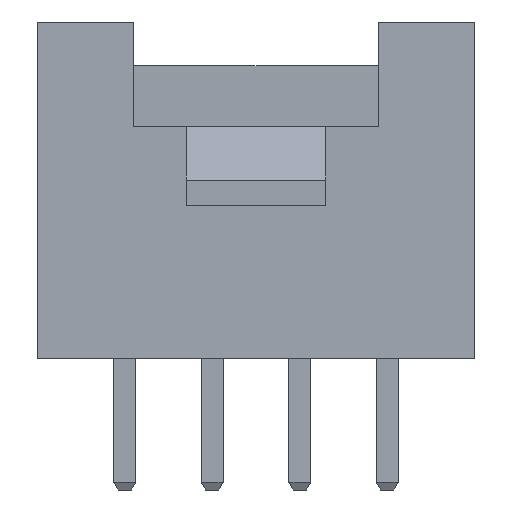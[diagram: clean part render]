
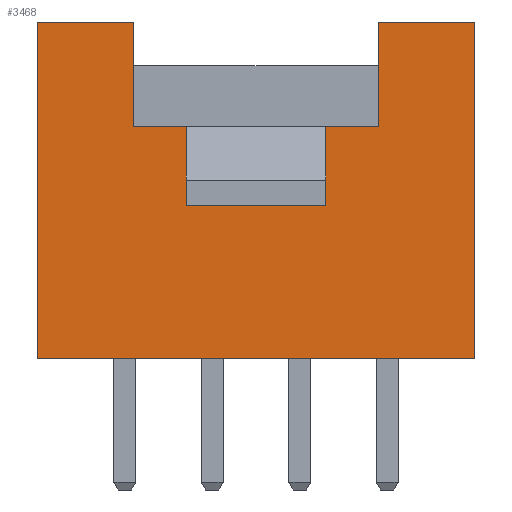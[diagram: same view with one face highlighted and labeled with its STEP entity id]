
A CAD part, front view. The second image highlights one B-rep face of the part: STEP entity #3468.
In plain terms, the highlighted planar face has unit normal (0, -1, 0).
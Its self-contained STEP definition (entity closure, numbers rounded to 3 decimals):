
#13 = DIRECTION ( 'NONE',  ( 0., 0., 1. ) ) ;
#50 = ORIENTED_EDGE ( 'NONE', *, *, #205, .T. ) ;
#67 = CARTESIAN_POINT ( 'NONE',  ( 5., -3.65, 7.7 ) ) ;
#122 = VERTEX_POINT ( 'NONE', #3670 ) ;
#132 = EDGE_CURVE ( 'NONE', #309, #1888, #1010, .T. ) ;
#152 = DIRECTION ( 'NONE',  ( -1., 0., 0. ) ) ;
#173 = DIRECTION ( 'NONE',  ( 0., 0., 1. ) ) ;
#205 = EDGE_CURVE ( 'NONE', #2032, #2652, #3481, .T. ) ;
#281 = DIRECTION ( 'NONE',  ( -1., 0., 0. ) ) ;
#300 = CARTESIAN_POINT ( 'NONE',  ( -2.8, -3.65, 7.7 ) ) ;
#309 = VERTEX_POINT ( 'NONE', #300 ) ;
#344 = EDGE_CURVE ( 'NONE', #356, #3476, #879, .T. ) ;
#345 = CARTESIAN_POINT ( 'NONE',  ( -5., -3.65, 7.7 ) ) ;
#347 = VERTEX_POINT ( 'NONE', #2393 ) ;
#356 = VERTEX_POINT ( 'NONE', #1260 ) ;
#422 = DIRECTION ( 'NONE',  ( 0., 0., -1. ) ) ;
#438 = VECTOR ( 'NONE', #422, 1000. ) ;
#446 = CARTESIAN_POINT ( 'NONE',  ( 0., -3.65, 5.3 ) ) ;
#456 = EDGE_CURVE ( 'NONE', #356, #2652, #2231, .T. ) ;
#468 = DIRECTION ( 'NONE',  ( 0., 0., -1. ) ) ;
#469 = CARTESIAN_POINT ( 'NONE',  ( 2.8, -3.65, 5.3 ) ) ;
#565 = CARTESIAN_POINT ( 'NONE',  ( -5., -3.65, 3.5 ) ) ;
#609 = EDGE_CURVE ( 'NONE', #347, #1888, #981, .T. ) ;
#641 = DIRECTION ( 'NONE',  ( -1., 0., 0. ) ) ;
#659 = CARTESIAN_POINT ( 'NONE',  ( 1.6, -3.65, 3.5 ) ) ;
#666 = ORIENTED_EDGE ( 'NONE', *, *, #132, .T. ) ;
#687 = LINE ( 'NONE', #2855, #438 ) ;
#795 = VECTOR ( 'NONE', #641, 1000. ) ;
#824 = VECTOR ( 'NONE', #152, 1000. ) ;
#879 = LINE ( 'NONE', #900, #1619 ) ;
#900 = CARTESIAN_POINT ( 'NONE',  ( 1.6, -3.65, 0. ) ) ;
#920 = LINE ( 'NONE', #3310, #3637 ) ;
#923 = DIRECTION ( 'NONE',  ( 0., -1., 0. ) ) ;
#948 = VECTOR ( 'NONE', #2818, 1000. ) ;
#981 = LINE ( 'NONE', #3660, #1322 ) ;
#992 = CARTESIAN_POINT ( 'NONE',  ( -5., -3.65, 7.7 ) ) ;
#996 = ORIENTED_EDGE ( 'NONE', *, *, #609, .F. ) ;
#1010 = LINE ( 'NONE', #992, #824 ) ;
#1042 = DIRECTION ( 'NONE',  ( 0., 0., 1. ) ) ;
#1065 = ORIENTED_EDGE ( 'NONE', *, *, #2831, .T. ) ;
#1103 = VECTOR ( 'NONE', #3146, 1000. ) ;
#1107 = VERTEX_POINT ( 'NONE', #1840 ) ;
#1134 = ORIENTED_EDGE ( 'NONE', *, *, #3387, .T. ) ;
#1149 = CARTESIAN_POINT ( 'NONE',  ( -1.6, -3.65, 5.3 ) ) ;
#1260 = CARTESIAN_POINT ( 'NONE',  ( 1.6, -3.65, 5.3 ) ) ;
#1322 = VECTOR ( 'NONE', #1042, 1000. ) ;
#1480 = CARTESIAN_POINT ( 'NONE',  ( 0., -3.65, 5.3 ) ) ;
#1523 = CARTESIAN_POINT ( 'NONE',  ( -5., -3.65, 0. ) ) ;
#1529 = VECTOR ( 'NONE', #13, 1000. ) ;
#1619 = VECTOR ( 'NONE', #3555, 1000. ) ;
#1656 = CARTESIAN_POINT ( 'NONE',  ( -2.8, -3.65, 0. ) ) ;
#1778 = EDGE_CURVE ( 'NONE', #3178, #2374, #687, .T. ) ;
#1818 = EDGE_CURVE ( 'NONE', #122, #309, #3121, .T. ) ;
#1840 = CARTESIAN_POINT ( 'NONE',  ( -1.6, -3.65, 3.5 ) ) ;
#1888 = VERTEX_POINT ( 'NONE', #2910 ) ;
#2032 = VERTEX_POINT ( 'NONE', #2067 ) ;
#2067 = CARTESIAN_POINT ( 'NONE',  ( 2.8, -3.65, 7.7 ) ) ;
#2092 = ORIENTED_EDGE ( 'NONE', *, *, #3110, .T. ) ;
#2231 = LINE ( 'NONE', #446, #948 ) ;
#2244 = CARTESIAN_POINT ( 'NONE',  ( 5., -3.65, 0. ) ) ;
#2265 = ORIENTED_EDGE ( 'NONE', *, *, #456, .F. ) ;
#2374 = VERTEX_POINT ( 'NONE', #2244 ) ;
#2393 = CARTESIAN_POINT ( 'NONE',  ( -5., -3.65, 0. ) ) ;
#2510 = FACE_OUTER_BOUND ( 'NONE', #3217, .T. ) ;
#2560 = ORIENTED_EDGE ( 'NONE', *, *, #3065, .F. ) ;
#2575 = ORIENTED_EDGE ( 'NONE', *, *, #1818, .T. ) ;
#2652 = VERTEX_POINT ( 'NONE', #469 ) ;
#2681 = CARTESIAN_POINT ( 'NONE',  ( -1.6, -3.65, 0. ) ) ;
#2685 = VECTOR ( 'NONE', #468, 1000. ) ;
#2723 = PLANE ( 'NONE',  #3711 ) ;
#2759 = DIRECTION ( 'NONE',  ( 1., 0., 0. ) ) ;
#2780 = VERTEX_POINT ( 'NONE', #1149 ) ;
#2818 = DIRECTION ( 'NONE',  ( 1., 0., 0. ) ) ;
#2831 = EDGE_CURVE ( 'NONE', #347, #2374, #920, .T. ) ;
#2850 = CARTESIAN_POINT ( 'NONE',  ( 2.8, -3.65, 0. ) ) ;
#2855 = CARTESIAN_POINT ( 'NONE',  ( 5., -3.65, 0. ) ) ;
#2889 = VECTOR ( 'NONE', #173, 1000. ) ;
#2910 = CARTESIAN_POINT ( 'NONE',  ( -5., -3.65, 7.7 ) ) ;
#2920 = EDGE_CURVE ( 'NONE', #1107, #2780, #3330, .T. ) ;
#2957 = ORIENTED_EDGE ( 'NONE', *, *, #1778, .F. ) ;
#3065 = EDGE_CURVE ( 'NONE', #122, #2780, #3165, .T. ) ;
#3110 = EDGE_CURVE ( 'NONE', #3476, #1107, #3227, .T. ) ;
#3121 = LINE ( 'NONE', #1656, #2889 ) ;
#3146 = DIRECTION ( 'NONE',  ( 1., 0., 0. ) ) ;
#3165 = LINE ( 'NONE', #1480, #1103 ) ;
#3178 = VERTEX_POINT ( 'NONE', #67 ) ;
#3217 = EDGE_LOOP ( 'NONE', ( #2265, #3527, #2092, #3452, #2560, #2575, #666, #996, #1065, #2957, #1134, #50 ) ) ;
#3227 = LINE ( 'NONE', #565, #3519 ) ;
#3269 = DIRECTION ( 'NONE',  ( 0., 0., -1. ) ) ;
#3291 = LINE ( 'NONE', #345, #795 ) ;
#3310 = CARTESIAN_POINT ( 'NONE',  ( 0., -3.65, 0. ) ) ;
#3330 = LINE ( 'NONE', #2681, #1529 ) ;
#3387 = EDGE_CURVE ( 'NONE', #3178, #2032, #3291, .T. ) ;
#3452 = ORIENTED_EDGE ( 'NONE', *, *, #2920, .T. ) ;
#3468 = ADVANCED_FACE ( 'NONE', ( #2510 ), #2723, .T. ) ;
#3476 = VERTEX_POINT ( 'NONE', #659 ) ;
#3481 = LINE ( 'NONE', #2850, #2685 ) ;
#3519 = VECTOR ( 'NONE', #281, 1000. ) ;
#3527 = ORIENTED_EDGE ( 'NONE', *, *, #344, .T. ) ;
#3555 = DIRECTION ( 'NONE',  ( 0., 0., -1. ) ) ;
#3637 = VECTOR ( 'NONE', #2759, 1000. ) ;
#3660 = CARTESIAN_POINT ( 'NONE',  ( -5., -3.65, 0. ) ) ;
#3670 = CARTESIAN_POINT ( 'NONE',  ( -2.8, -3.65, 5.3 ) ) ;
#3711 = AXIS2_PLACEMENT_3D ( 'NONE', #1523, #923, #3269 ) ;
